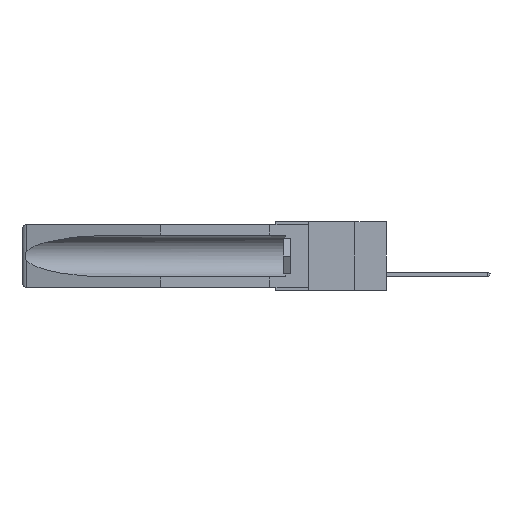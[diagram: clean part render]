
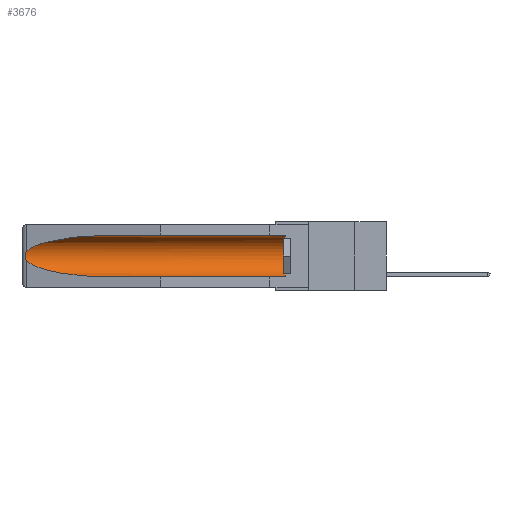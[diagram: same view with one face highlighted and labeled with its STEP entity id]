
A CAD part, left-side view. The second image highlights one B-rep face of the part: STEP entity #3676.
In plain terms, the highlighted cylindrical face has radius 2.857 mm (diameter 5.715 mm), a partial arc.
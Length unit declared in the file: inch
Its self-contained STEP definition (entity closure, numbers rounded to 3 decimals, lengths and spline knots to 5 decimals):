
#274 = CARTESIAN_POINT ( 'NONE',  ( 0.21114, 1.30732, -0.284 ) ) ;
#830 = CARTESIAN_POINT ( 'NONE',  ( 0.2673, 1.53269, -0.17917 ) ) ;
#1010 = CARTESIAN_POINT ( 'NONE',  ( 0.155, 1.07973, -0.284 ) ) ;
#1219 = ORIENTED_EDGE ( 'NONE', *, *, #19656, .T. ) ;
#1712 = CARTESIAN_POINT ( 'NONE',  ( 0.155, -0.30754, -0.1715 ) ) ;
#2755 = ORIENTED_EDGE ( 'NONE', *, *, #12145, .T. ) ;
#2960 = CARTESIAN_POINT ( 'NONE',  ( 0.26537, 1.52718, -0.14972 ) ) ;
#3442 = ORIENTED_EDGE ( 'NONE', *, *, #18204, .T. ) ;
#3676 = ADVANCED_FACE ( 'NONE', ( #16605 ), #15701, .F. ) ;
#3732 = CARTESIAN_POINT ( 'NONE',  ( 0.155, 0.126, -0.1715 ) ) ;
#3812 = AXIS2_PLACEMENT_3D ( 'NONE', #3732, #15635, #9603 ) ;
#4013 = CARTESIAN_POINT ( 'NONE',  ( 0.26537, 1.52718, -0.19328 ) ) ;
#4024 = EDGE_CURVE ( 'NONE', #12665, #18489, #19074, .T. ) ;
#4031 = EDGE_CURVE ( 'NONE', #12665, #13314, #8686, .T. ) ;
#4581 = CARTESIAN_POINT ( 'NONE',  ( 0.26537, 1.52718, -0.19328 ) ) ;
#4752 = CARTESIAN_POINT ( 'NONE',  ( 0.26654, 1.53092, -0.15636 ) ) ;
#4838 = CARTESIAN_POINT ( 'NONE',  ( 0.26597, 1.52961, -0.15275 ) ) ;
#5975 = CARTESIAN_POINT ( 'NONE',  ( 0.26537, 1.52718, -0.14972 ) ) ;
#6374 = VECTOR ( 'NONE', #16668, 39.37008 ) ;
#6709 = CARTESIAN_POINT ( 'NONE',  ( 0.2675, 1.53308, -0.16763 ) ) ;
#7405 = CARTESIAN_POINT ( 'NONE',  ( 0.155, 0.126, -0.059 ) ) ;
#7522 = EDGE_CURVE ( 'NONE', #19454, #18489, #13355, .T. ) ;
#7562 = DIRECTION ( 'NONE',  ( 0., 1., 0. ) ) ;
#8686 = CIRCLE ( 'NONE', #3812, 0.1125 ) ;
#8692 = ORIENTED_EDGE ( 'NONE', *, *, #7522, .T. ) ;
#8831 = CARTESIAN_POINT ( 'NONE',  ( 0.21114, 1.30732, -0.059 ) ) ;
#9183 = AXIS2_PLACEMENT_3D ( 'NONE', #1712, #11473, #17368 ) ;
#9603 = DIRECTION ( 'NONE',  ( 0., 0., 1. ) ) ;
#10052 = ORIENTED_EDGE ( 'NONE', *, *, #4024, .F. ) ;
#10605 = CARTESIAN_POINT ( 'NONE',  ( 0.26655, 1.53094, -0.18657 ) ) ;
#11473 = DIRECTION ( 'NONE',  ( 0., 1., 0. ) ) ;
#11511 = LINE ( 'NONE', #12750, #6374 ) ;
#12145 = EDGE_CURVE ( 'NONE', #21947, #14147, #15696, .T. ) ;
#12665 = VERTEX_POINT ( 'NONE', #25075 ) ;
#12750 = CARTESIAN_POINT ( 'NONE',  ( 0.155, -0.30754, -0.059 ) ) ;
#13314 = VERTEX_POINT ( 'NONE', #7405 ) ;
#13355 =( BOUNDED_CURVE ( )  B_SPLINE_CURVE ( 3, ( #17353, #24588, #274, #1010 ),
 .UNSPECIFIED., .F., .F. ) 
 B_SPLINE_CURVE_WITH_KNOTS ( ( 4, 4 ),
 ( 0.1948, 1.5708 ),
 .UNSPECIFIED. ) 
 CURVE ( )  GEOMETRIC_REPRESENTATION_ITEM ( )  RATIONAL_B_SPLINE_CURVE ( ( 1., 0.848, 0.848, 1. ) ) 
 REPRESENTATION_ITEM ( '' )  );
#14147 = VERTEX_POINT ( 'NONE', #5975 ) ;
#14274 = CARTESIAN_POINT ( 'NONE',  ( 0.2675, 1.53308, -0.17534 ) ) ;
#14831 = ORIENTED_EDGE ( 'NONE', *, *, #4031, .T. ) ;
#15382 = CARTESIAN_POINT ( 'NONE',  ( 0.155, -0.30754, -0.284 ) ) ;
#15635 = DIRECTION ( 'NONE',  ( 0., -1., 0. ) ) ;
#15696 =( BOUNDED_CURVE ( )  B_SPLINE_CURVE ( 3, ( #18537, #8831, #20778, #16724 ),
 .UNSPECIFIED., .F., .F. ) 
 B_SPLINE_CURVE_WITH_KNOTS ( ( 4, 4 ),
 ( 4.71239, 6.08839 ),
 .UNSPECIFIED. ) 
 CURVE ( )  GEOMETRIC_REPRESENTATION_ITEM ( )  RATIONAL_B_SPLINE_CURVE ( ( 1., 0.848, 0.848, 1. ) ) 
 REPRESENTATION_ITEM ( '' )  );
#15701 = CYLINDRICAL_SURFACE ( 'NONE', #9183, 0.1125 ) ;
#16605 = FACE_OUTER_BOUND ( 'NONE', #17760, .T. ) ;
#16668 = DIRECTION ( 'NONE',  ( 0., 1., 0. ) ) ;
#16724 = CARTESIAN_POINT ( 'NONE',  ( 0.26537, 1.52718, -0.14972 ) ) ;
#17353 = CARTESIAN_POINT ( 'NONE',  ( 0.26537, 1.52718, -0.19328 ) ) ;
#17368 = DIRECTION ( 'NONE',  ( 0., 0., 1. ) ) ;
#17760 = EDGE_LOOP ( 'NONE', ( #2755, #1219, #8692, #10052, #14831, #3442 ) ) ;
#18204 = EDGE_CURVE ( 'NONE', #13314, #21947, #11511, .T. ) ;
#18338 = B_SPLINE_CURVE_WITH_KNOTS ( 'NONE', 3,
 ( #2960, #4838, #4752, #18454, #6709, #14274, #830, #10605, #20530, #4581 ),
 .UNSPECIFIED., .F., .F.,
 ( 4, 2, 2, 2, 4 ),
 ( 0., 0.00029, 0.00058, 0.00087, 0.00117 ),
 .UNSPECIFIED. ) ;
#18454 = CARTESIAN_POINT ( 'NONE',  ( 0.2673, 1.5327, -0.16383 ) ) ;
#18489 = VERTEX_POINT ( 'NONE', #20086 ) ;
#18537 = CARTESIAN_POINT ( 'NONE',  ( 0.155, 1.07973, -0.059 ) ) ;
#18736 = VECTOR ( 'NONE', #7562, 39.37008 ) ;
#19074 = LINE ( 'NONE', #15382, #18736 ) ;
#19454 = VERTEX_POINT ( 'NONE', #4013 ) ;
#19656 = EDGE_CURVE ( 'NONE', #14147, #19454, #18338, .T. ) ;
#20086 = CARTESIAN_POINT ( 'NONE',  ( 0.155, 1.07973, -0.284 ) ) ;
#20530 = CARTESIAN_POINT ( 'NONE',  ( 0.26597, 1.5296, -0.19026 ) ) ;
#20778 = CARTESIAN_POINT ( 'NONE',  ( 0.25451, 1.48313, -0.09465 ) ) ;
#21947 = VERTEX_POINT ( 'NONE', #24233 ) ;
#24233 = CARTESIAN_POINT ( 'NONE',  ( 0.155, 1.07973, -0.059 ) ) ;
#24588 = CARTESIAN_POINT ( 'NONE',  ( 0.25451, 1.48313, -0.24835 ) ) ;
#25075 = CARTESIAN_POINT ( 'NONE',  ( 0.155, 0.126, -0.284 ) ) ;
